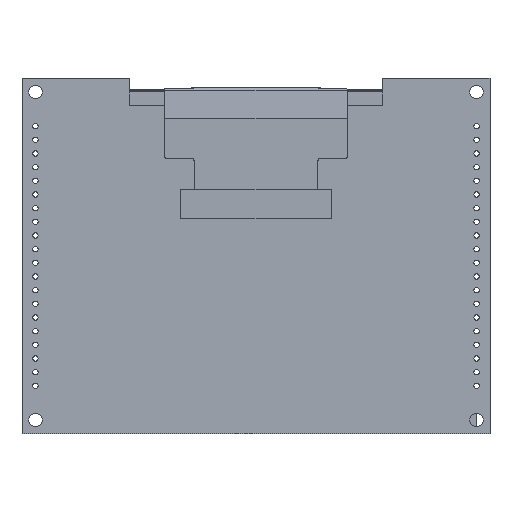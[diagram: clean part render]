
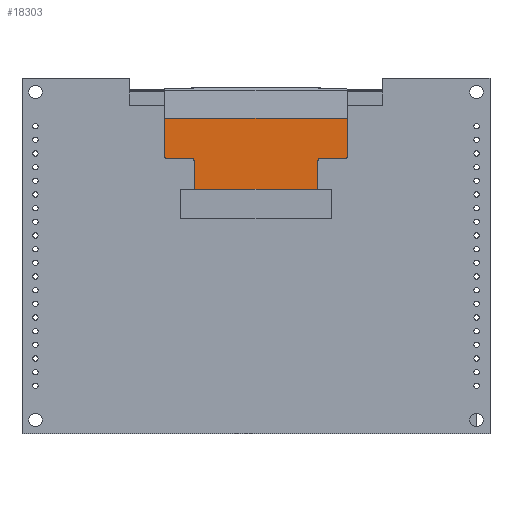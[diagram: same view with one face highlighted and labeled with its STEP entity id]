
A CAD part, front view. The second image highlights one B-rep face of the part: STEP entity #18303.
In plain terms, the highlighted face is planar.
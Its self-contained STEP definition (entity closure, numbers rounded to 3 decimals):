
#17706=DIRECTION('',(0.,1.,0.));
#17707=VECTOR('',#17706,7.);
#17708=CARTESIAN_POINT('',(-17.,-25.65,-1.2));
#17709=LINE('',#17708,#17707);
#17710=CARTESIAN_POINT('',(-16.5,-18.65,-1.2));
#17711=DIRECTION('',(0.,0.,-1.));
#17712=DIRECTION('',(-1.,0.,0.));
#17713=AXIS2_PLACEMENT_3D('',#17710,#17711,#17712);
#17715=DIRECTION('',(1.,0.,0.));
#17716=VECTOR('',#17715,34.);
#17717=CARTESIAN_POINT('',(-17.,-25.65,-1.2));
#17718=LINE('',#17717,#17716);
#17719=CARTESIAN_POINT('',(16.5,-18.65,-1.2));
#17720=DIRECTION('',(0.,0.,-1.));
#17721=DIRECTION('',(0.,1.,0.));
#17722=AXIS2_PLACEMENT_3D('',#17719,#17720,#17721);
#17724=DIRECTION('',(-1.,0.,0.));
#17725=VECTOR('',#17724,4.5);
#17726=CARTESIAN_POINT('',(16.5,-18.15,-1.2));
#17727=LINE('',#17726,#17725);
#17728=DIRECTION('',(0.,-1.,0.));
#17729=VECTOR('',#17728,6.27);
#17730=CARTESIAN_POINT('',(11.5,-11.38,-1.2));
#17731=LINE('',#17730,#17729);
#17732=CARTESIAN_POINT('',(11.,-11.38,-1.2));
#17733=DIRECTION('',(0.,0.,-1.));
#17734=DIRECTION('',(0.,1.,0.));
#17735=AXIS2_PLACEMENT_3D('',#17732,#17733,#17734);
#17737=CARTESIAN_POINT('',(-11.,-11.38,-1.2));
#17738=DIRECTION('',(0.,0.,-1.));
#17739=DIRECTION('',(-1.,0.,0.));
#17740=AXIS2_PLACEMENT_3D('',#17737,#17738,#17739);
#17742=DIRECTION('',(0.,-1.,0.));
#17743=VECTOR('',#17742,6.27);
#17744=CARTESIAN_POINT('',(-11.5,-11.38,-1.2));
#17745=LINE('',#17744,#17743);
#17746=DIRECTION('',(1.,0.,0.));
#17747=VECTOR('',#17746,4.5);
#17748=CARTESIAN_POINT('',(-16.5,-18.15,-1.2));
#17749=LINE('',#17748,#17747);
#17914=CARTESIAN_POINT('',(-12.,-17.65,-1.2));
#17915=DIRECTION('',(0.,0.,1.));
#17916=DIRECTION('',(0.,-1.,0.));
#17917=AXIS2_PLACEMENT_3D('',#17914,#17915,#17916);
#17936=DIRECTION('',(1.,0.,0.));
#17937=VECTOR('',#17936,22.);
#17938=CARTESIAN_POINT('',(-11.,-10.88,-1.2));
#17939=LINE('',#17938,#17937);
#17952=CARTESIAN_POINT('',(12.,-17.65,-1.2));
#17953=DIRECTION('',(0.,0.,1.));
#17954=DIRECTION('',(-1.,0.,0.));
#17955=AXIS2_PLACEMENT_3D('',#17952,#17953,#17954);
#17974=DIRECTION('',(0.,1.,0.));
#17975=VECTOR('',#17974,7.);
#17976=CARTESIAN_POINT('',(17.,-25.65,-1.2));
#17977=LINE('',#17976,#17975);
#18112=CARTESIAN_POINT('',(-17.,-25.65,-1.2));
#18113=CARTESIAN_POINT('',(17.,-25.65,-1.2));
#18114=VERTEX_POINT('',#18112);
#18115=VERTEX_POINT('',#18113);
#18179=CARTESIAN_POINT('',(-12.,-18.15,-1.2));
#18181=VERTEX_POINT('',#18179);
#18183=CARTESIAN_POINT('',(-11.5,-17.65,-1.2));
#18185=VERTEX_POINT('',#18183);
#18187=CARTESIAN_POINT('',(11.5,-17.65,-1.2));
#18189=VERTEX_POINT('',#18187);
#18191=CARTESIAN_POINT('',(12.,-18.15,-1.2));
#18193=VERTEX_POINT('',#18191);
#18195=CARTESIAN_POINT('',(-17.,-18.65,-1.2));
#18196=CARTESIAN_POINT('',(-16.5,-18.15,-1.2));
#18197=VERTEX_POINT('',#18195);
#18198=VERTEX_POINT('',#18196);
#18207=CARTESIAN_POINT('',(-11.5,-11.38,-1.2));
#18208=VERTEX_POINT('',#18207);
#18209=CARTESIAN_POINT('',(-11.,-10.88,-1.2));
#18210=VERTEX_POINT('',#18209);
#18211=CARTESIAN_POINT('',(11.,-10.88,-1.2));
#18212=CARTESIAN_POINT('',(11.5,-11.38,-1.2));
#18213=VERTEX_POINT('',#18211);
#18214=VERTEX_POINT('',#18212);
#18223=CARTESIAN_POINT('',(16.5,-18.15,-1.2));
#18224=VERTEX_POINT('',#18223);
#18225=CARTESIAN_POINT('',(17.,-18.65,-1.2));
#18226=VERTEX_POINT('',#18225);
#18270=CARTESIAN_POINT('',(-17.,-25.65,-1.2));
#18271=DIRECTION('',(0.,0.,-1.));
#18272=DIRECTION('',(0.,1.,0.));
#18273=AXIS2_PLACEMENT_3D('',#18270,#18271,#18272);
#18274=PLANE('',#18273);
#18275=ORIENTED_EDGE('',*,*,#18260,.F.);
#18276=ORIENTED_EDGE('',*,*,#18250,.F.);
#18278=ORIENTED_EDGE('',*,*,#18277,.T.);
#18280=ORIENTED_EDGE('',*,*,#18279,.T.);
#18282=ORIENTED_EDGE('',*,*,#18281,.F.);
#18284=ORIENTED_EDGE('',*,*,#18283,.T.);
#18286=ORIENTED_EDGE('',*,*,#18285,.F.);
#18288=ORIENTED_EDGE('',*,*,#18287,.F.);
#18290=ORIENTED_EDGE('',*,*,#18289,.F.);
#18292=ORIENTED_EDGE('',*,*,#18291,.F.);
#18294=ORIENTED_EDGE('',*,*,#18293,.F.);
#18296=ORIENTED_EDGE('',*,*,#18295,.T.);
#18298=ORIENTED_EDGE('',*,*,#18297,.F.);
#18300=ORIENTED_EDGE('',*,*,#18299,.F.);
#18301=EDGE_LOOP('',(#18275,#18276,#18278,#18280,#18282,#18284,#18286,#18288,
#18290,#18292,#18294,#18296,#18298,#18300));
#18302=FACE_OUTER_BOUND('',#18301,.F.);
#17714=CIRCLE('',#17713,0.5);
#17723=CIRCLE('',#17722,0.5);
#17736=CIRCLE('',#17735,0.5);
#17741=CIRCLE('',#17740,0.5);
#17918=CIRCLE('',#17917,0.5);
#17956=CIRCLE('',#17955,0.5);
#18250=EDGE_CURVE('',#18114,#18197,#17709,.T.);
#18260=EDGE_CURVE('',#18197,#18198,#17714,.T.);
#18277=EDGE_CURVE('',#18114,#18115,#17718,.T.);
#18279=EDGE_CURVE('',#18115,#18226,#17977,.T.);
#18281=EDGE_CURVE('',#18224,#18226,#17723,.T.);
#18283=EDGE_CURVE('',#18224,#18193,#17727,.T.);
#18285=EDGE_CURVE('',#18189,#18193,#17956,.T.);
#18287=EDGE_CURVE('',#18214,#18189,#17731,.T.);
#18289=EDGE_CURVE('',#18213,#18214,#17736,.T.);
#18291=EDGE_CURVE('',#18210,#18213,#17939,.T.);
#18293=EDGE_CURVE('',#18208,#18210,#17741,.T.);
#18295=EDGE_CURVE('',#18208,#18185,#17745,.T.);
#18297=EDGE_CURVE('',#18181,#18185,#17918,.T.);
#18299=EDGE_CURVE('',#18198,#18181,#17749,.T.);
#18303=ADVANCED_FACE('',(#18302),#18274,.T.);
